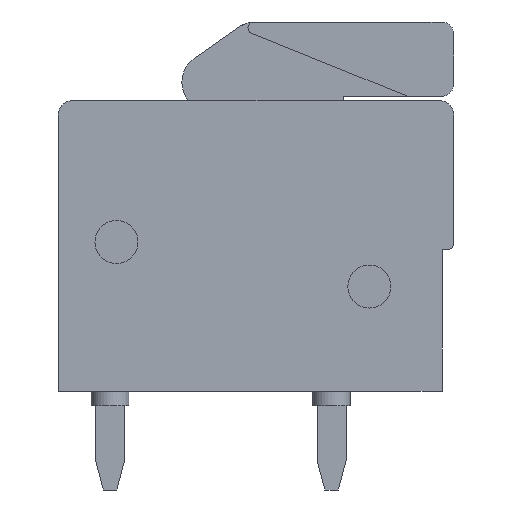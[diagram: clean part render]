
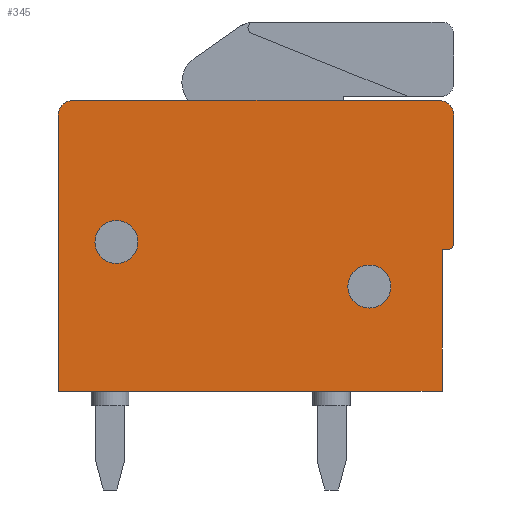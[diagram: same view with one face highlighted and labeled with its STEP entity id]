
A CAD part, left-side view. The second image highlights one B-rep face of the part: STEP entity #345.
In plain terms, the highlighted planar face has unit normal (-1, 0, 0).
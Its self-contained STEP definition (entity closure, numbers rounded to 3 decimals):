
#345=ADVANCED_FACE('',(#952,#953,#954),#955,.F.);
#952=FACE_OUTER_BOUND('',#1834,.T.);
#953=FACE_BOUND('',#1835,.T.);
#954=FACE_BOUND('',#1836,.T.);
#955=PLANE('',#1837);
#1834=EDGE_LOOP('',(#2819,#2820,#2821,#2822,#2823,#2824,#2825,#2826,#2827));
#1835=EDGE_LOOP('',(#2828,#2829));
#1836=EDGE_LOOP('',(#2830,#2831));
#1837=AXIS2_PLACEMENT_3D('',#2832,#2833,#2834);
#2819=ORIENTED_EDGE('',*,*,#5312,.T.);
#2820=ORIENTED_EDGE('',*,*,#5313,.F.);
#2821=ORIENTED_EDGE('',*,*,#5287,.T.);
#2822=ORIENTED_EDGE('',*,*,#5314,.F.);
#2823=ORIENTED_EDGE('',*,*,#5270,.T.);
#2824=ORIENTED_EDGE('',*,*,#5315,.F.);
#2825=ORIENTED_EDGE('',*,*,#5294,.F.);
#2826=ORIENTED_EDGE('',*,*,#5316,.F.);
#2827=ORIENTED_EDGE('',*,*,#5317,.F.);
#2828=ORIENTED_EDGE('',*,*,#5318,.T.);
#2829=ORIENTED_EDGE('',*,*,#5319,.T.);
#2830=ORIENTED_EDGE('',*,*,#5320,.T.);
#2831=ORIENTED_EDGE('',*,*,#5321,.T.);
#2832=CARTESIAN_POINT('',(0.0,51.358,-23.741));
#2833=DIRECTION('',(1.0,0.0,0.0));
#2834=DIRECTION('',(0.0,1.0,0.0));
#5270=EDGE_CURVE('',#6329,#6327,#6330,.T.);
#5287=EDGE_CURVE('',#6360,#6358,#6361,.T.);
#5294=EDGE_CURVE('',#6371,#6367,#6373,.T.);
#5312=EDGE_CURVE('',#6407,#6408,#6409,.T.);
#5313=EDGE_CURVE('',#6360,#6408,#6410,.T.);
#5314=EDGE_CURVE('',#6329,#6358,#6411,.T.);
#5315=EDGE_CURVE('',#6367,#6327,#6412,.T.);
#5316=EDGE_CURVE('',#6413,#6371,#6414,.T.);
#5317=EDGE_CURVE('',#6407,#6413,#6415,.T.);
#5318=EDGE_CURVE('',#6416,#6417,#6418,.T.);
#5319=EDGE_CURVE('',#6417,#6416,#6419,.T.);
#5320=EDGE_CURVE('',#6420,#6421,#6422,.T.);
#5321=EDGE_CURVE('',#6421,#6420,#6423,.T.);
#6327=VERTEX_POINT('',#7826);
#6329=VERTEX_POINT('',#7829);
#6330=CIRCLE('',#7830,0.5);
#6358=VERTEX_POINT('',#7867);
#6360=VERTEX_POINT('',#7870);
#6361=CIRCLE('',#7871,0.5);
#6367=VERTEX_POINT('',#7878);
#6371=VERTEX_POINT('',#7884);
#6373=LINE('',#7887,#7888);
#6407=VERTEX_POINT('',#7922);
#6408=VERTEX_POINT('',#7923);
#6409=CIRCLE('',#7924,0.2);
#6410=LINE('',#7925,#7926);
#6411=LINE('',#7927,#7928);
#6412=LINE('',#7929,#7930);
#6413=VERTEX_POINT('',#7931);
#6414=LINE('',#7932,#7933);
#6415=LINE('',#7934,#7935);
#6416=VERTEX_POINT('',#7936);
#6417=VERTEX_POINT('',#7937);
#6418=CIRCLE('',#7938,0.74);
#6419=CIRCLE('',#7939,0.74);
#6420=VERTEX_POINT('',#7940);
#6421=VERTEX_POINT('',#7941);
#6422=CIRCLE('',#7942,0.74);
#6423=CIRCLE('',#7943,0.74);
#7826=CARTESIAN_POINT('',(0.0,13.2,9.5));
#7829=CARTESIAN_POINT('',(0.0,12.7,10.0));
#7830=AXIS2_PLACEMENT_3D('',#9759,#9760,#9761);
#7867=CARTESIAN_POINT('',(0.0,0.1,10.0));
#7870=CARTESIAN_POINT('',(0.0,-0.4,9.5));
#7871=AXIS2_PLACEMENT_3D('',#9781,#9782,#9783);
#7878=CARTESIAN_POINT('',(0.0,13.2,0.0));
#7884=CARTESIAN_POINT('',(0.0,0.0,0.0));
#7887=CARTESIAN_POINT('',(0.0,0.0,0.0));
#7888=VECTOR('',#9791,1.0);
#7922=CARTESIAN_POINT('',(0.0,-0.2,4.87));
#7923=CARTESIAN_POINT('',(0.0,-0.4,5.07));
#7924=AXIS2_PLACEMENT_3D('',#9840,#9841,#9842);
#7925=CARTESIAN_POINT('',(0.0,-0.4,9.5));
#7926=VECTOR('',#9843,1.0);
#7927=CARTESIAN_POINT('',(0.0,12.7,10.0));
#7928=VECTOR('',#9844,1.0);
#7929=CARTESIAN_POINT('',(0.0,13.2,0.0));
#7930=VECTOR('',#9845,1.0);
#7931=CARTESIAN_POINT('',(0.0,0.0,4.87));
#7932=CARTESIAN_POINT('',(0.0,0.0,4.87));
#7933=VECTOR('',#9846,1.0);
#7934=CARTESIAN_POINT('',(0.0,-0.2,4.87));
#7935=VECTOR('',#9847,1.0);
#7936=CARTESIAN_POINT('',(0.0,10.46,5.13));
#7937=CARTESIAN_POINT('',(0.0,11.94,5.13));
#7938=AXIS2_PLACEMENT_3D('',#9848,#9849,#9850);
#7939=AXIS2_PLACEMENT_3D('',#9851,#9852,#9853);
#7940=CARTESIAN_POINT('',(0.0,3.24,3.6));
#7941=CARTESIAN_POINT('',(0.0,1.76,3.6));
#7942=AXIS2_PLACEMENT_3D('',#9854,#9855,#9856);
#7943=AXIS2_PLACEMENT_3D('',#9857,#9858,#9859);
#9759=CARTESIAN_POINT('',(0.0,12.7,9.5));
#9760=DIRECTION('',(-1.0,0.0,0.0));
#9761=DIRECTION('',(0.0,0.0,1.0));
#9781=CARTESIAN_POINT('',(0.0,0.1,9.5));
#9782=DIRECTION('',(-1.0,0.0,0.0));
#9783=DIRECTION('',(0.0,-1.0,0.0));
#9791=DIRECTION('',(0.0,1.0,0.));
#9840=CARTESIAN_POINT('',(0.0,-0.2,5.07));
#9841=DIRECTION('',(-1.0,0.0,0.0));
#9842=DIRECTION('',(0.0,0.,-1.0));
#9843=DIRECTION('',(0.0,0.0,-1.0));
#9844=DIRECTION('',(0.0,-1.0,0.0));
#9845=DIRECTION('',(0.0,0.0,1.0));
#9846=DIRECTION('',(0.0,0.0,-1.0));
#9847=DIRECTION('',(0.0,1.0,0.0));
#9848=CARTESIAN_POINT('',(0.0,11.2,5.13));
#9849=DIRECTION('',(1.0,0.0,0.0));
#9850=DIRECTION('',(0.0,1.0,0.0));
#9851=CARTESIAN_POINT('',(0.0,11.2,5.13));
#9852=DIRECTION('',(1.0,0.0,0.0));
#9853=DIRECTION('',(0.0,1.0,0.0));
#9854=CARTESIAN_POINT('',(0.0,2.5,3.6));
#9855=DIRECTION('',(1.0,0.0,0.0));
#9856=DIRECTION('',(0.0,1.0,0.0));
#9857=CARTESIAN_POINT('',(0.0,2.5,3.6));
#9858=DIRECTION('',(1.0,0.0,0.0));
#9859=DIRECTION('',(0.0,1.0,0.0));
